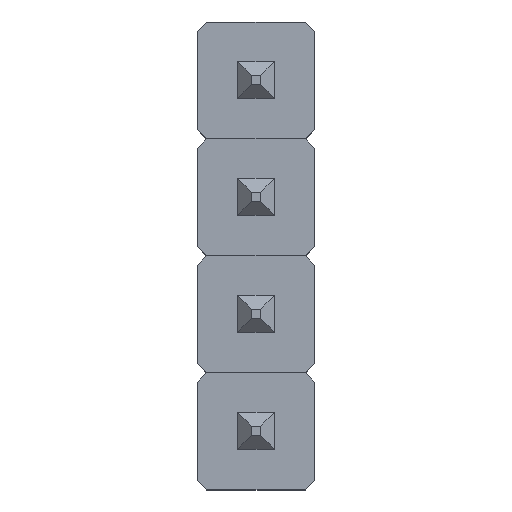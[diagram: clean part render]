
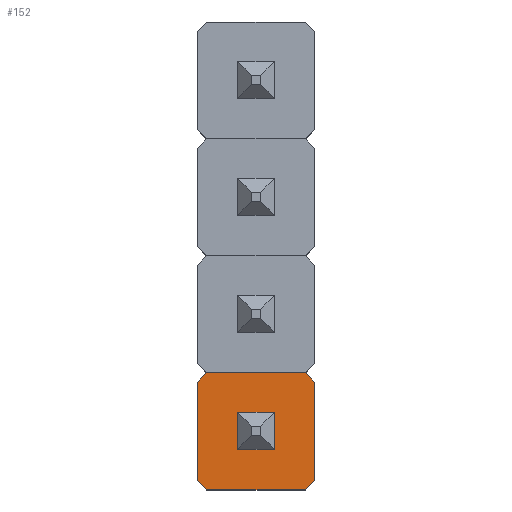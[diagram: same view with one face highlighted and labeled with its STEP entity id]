
A CAD part, top view. The second image highlights one B-rep face of the part: STEP entity #152.
In plain terms, the highlighted planar face has unit normal (0, 0, 1).
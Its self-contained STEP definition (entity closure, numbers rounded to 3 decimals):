
#152=ADVANCED_FACE('',(#273,#274),#275,.T.);
#273=FACE_OUTER_BOUND('',#373,.T.);
#274=FACE_BOUND('',#374,.T.);
#275=PLANE('',#375);
#373=EDGE_LOOP('',(#583,#584,#585,#586,#587,#588,#589,#590));
#374=EDGE_LOOP('',(#591,#592,#593,#594));
#375=AXIS2_PLACEMENT_3D('',#595,#596,#597);
#583=ORIENTED_EDGE('',*,*,#715,.T.);
#584=ORIENTED_EDGE('',*,*,#647,.T.);
#585=ORIENTED_EDGE('',*,*,#716,.T.);
#586=ORIENTED_EDGE('',*,*,#642,.T.);
#587=ORIENTED_EDGE('',*,*,#717,.T.);
#588=ORIENTED_EDGE('',*,*,#637,.T.);
#589=ORIENTED_EDGE('',*,*,#718,.T.);
#590=ORIENTED_EDGE('',*,*,#632,.T.);
#591=ORIENTED_EDGE('',*,*,#692,.T.);
#592=ORIENTED_EDGE('',*,*,#694,.T.);
#593=ORIENTED_EDGE('',*,*,#686,.T.);
#594=ORIENTED_EDGE('',*,*,#689,.T.);
#595=CARTESIAN_POINT('',(22.46,-1.27,15.139));
#596=DIRECTION('',(0.0,0.0,1.0));
#597=DIRECTION('',(1.0,0.0,0.0));
#632=EDGE_CURVE('',#724,#725,#726,.F.);
#637=EDGE_CURVE('',#733,#734,#735,.F.);
#642=EDGE_CURVE('',#742,#743,#744,.F.);
#647=EDGE_CURVE('',#751,#752,#753,.F.);
#686=EDGE_CURVE('',#808,#810,#812,.T.);
#689=EDGE_CURVE('',#810,#814,#816,.T.);
#692=EDGE_CURVE('',#814,#818,#820,.T.);
#694=EDGE_CURVE('',#818,#808,#822,.T.);
#715=EDGE_CURVE('',#725,#751,#847,.T.);
#716=EDGE_CURVE('',#752,#742,#848,.T.);
#717=EDGE_CURVE('',#743,#733,#849,.T.);
#718=EDGE_CURVE('',#734,#724,#850,.T.);
#724=VERTEX_POINT('',#856);
#725=VERTEX_POINT('',#857);
#726=LINE('',#858,#859);
#733=VERTEX_POINT('',#869);
#734=VERTEX_POINT('',#870);
#735=LINE('',#871,#872);
#742=VERTEX_POINT('',#882);
#743=VERTEX_POINT('',#883);
#744=LINE('',#884,#885);
#751=VERTEX_POINT('',#895);
#752=VERTEX_POINT('',#896);
#753=LINE('',#897,#898);
#808=VERTEX_POINT('',#980);
#810=VERTEX_POINT('',#983);
#812=LINE('',#986,#987);
#814=VERTEX_POINT('',#989);
#816=LINE('',#992,#993);
#818=VERTEX_POINT('',#995);
#820=LINE('',#998,#999);
#822=LINE('',#1001,#1002);
#847=LINE('',#1039,#1040);
#848=LINE('',#1041,#1042);
#849=LINE('',#1043,#1044);
#850=LINE('',#1045,#1046);
#856=CARTESIAN_POINT('',(25.0,1.07,15.139));
#857=CARTESIAN_POINT('',(24.8,1.27,15.139));
#858=CARTESIAN_POINT('',(24.9,1.17,15.139));
#859=VECTOR('',#1051,1.0);
#869=CARTESIAN_POINT('',(24.8,-1.27,15.139));
#870=CARTESIAN_POINT('',(25.0,-1.07,15.139));
#871=CARTESIAN_POINT('',(23.63,-2.44,15.139));
#872=VECTOR('',#1055,1.0);
#882=CARTESIAN_POINT('',(22.46,-1.07,15.139));
#883=CARTESIAN_POINT('',(22.66,-1.27,15.139));
#884=CARTESIAN_POINT('',(22.56,-1.17,15.139));
#885=VECTOR('',#1059,1.0);
#895=CARTESIAN_POINT('',(22.66,1.27,15.139));
#896=CARTESIAN_POINT('',(22.46,1.07,15.139));
#897=CARTESIAN_POINT('',(21.29,-0.1,15.139));
#898=VECTOR('',#1063,1.0);
#980=CARTESIAN_POINT('',(23.33,0.4,15.139));
#983=CARTESIAN_POINT('',(24.13,0.4,15.139));
#986=CARTESIAN_POINT('',(22.46,0.4,15.139));
#987=VECTOR('',#1093,1.0);
#989=CARTESIAN_POINT('',(24.13,-0.4,15.139));
#992=CARTESIAN_POINT('',(24.13,-1.27,15.139));
#993=VECTOR('',#1095,1.0);
#995=CARTESIAN_POINT('',(23.33,-0.4,15.139));
#998=CARTESIAN_POINT('',(22.46,-0.4,15.139));
#999=VECTOR('',#1097,1.0);
#1001=CARTESIAN_POINT('',(23.33,-1.27,15.139));
#1002=VECTOR('',#1098,1.0);
#1039=CARTESIAN_POINT('',(25.0,1.27,15.139));
#1040=VECTOR('',#1111,1.0);
#1041=CARTESIAN_POINT('',(22.46,1.27,15.139));
#1042=VECTOR('',#1112,1.0);
#1043=CARTESIAN_POINT('',(22.46,-1.27,15.139));
#1044=VECTOR('',#1113,1.0);
#1045=CARTESIAN_POINT('',(25.0,-1.27,15.139));
#1046=VECTOR('',#1114,1.0);
#1051=DIRECTION('',(0.707,-0.707,0.0));
#1055=DIRECTION('',(-0.707,-0.707,0.0));
#1059=DIRECTION('',(-0.707,0.707,0.0));
#1063=DIRECTION('',(0.707,0.707,0.0));
#1093=DIRECTION('',(1.0,0.0,0.0));
#1095=DIRECTION('',(0.0,-1.0,0.0));
#1097=DIRECTION('',(-1.0,0.0,0.0));
#1098=DIRECTION('',(0.0,1.0,0.0));
#1111=DIRECTION('',(-1.0,0.0,0.0));
#1112=DIRECTION('',(0.0,-1.0,0.0));
#1113=DIRECTION('',(1.0,0.0,0.0));
#1114=DIRECTION('',(0.0,1.0,0.0));
